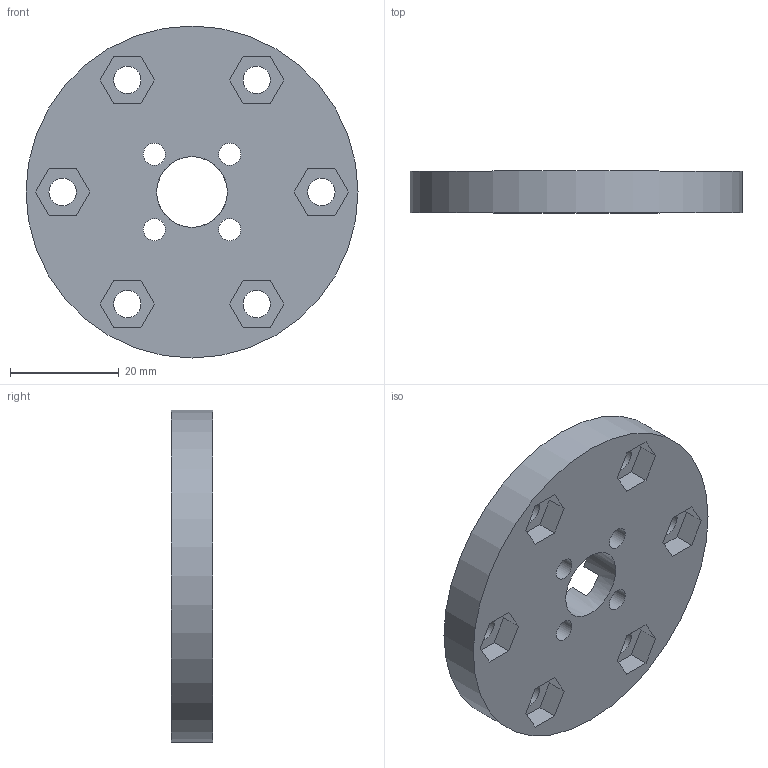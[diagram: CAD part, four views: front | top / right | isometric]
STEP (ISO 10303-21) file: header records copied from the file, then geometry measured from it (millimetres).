
FILE_DESCRIPTION(/* description */ (''),/* implementation_level */ '2;1');
FILE_NAME(/* name */ 'wheeladapter.stp',/* time_stamp */ '2018-12-26T16:42:53-05:00',/* author */ ('Arjun Oberoi'),/* organization */ (''),/* preprocessor_version */ 'ST-DEVELOPER v17',/* originating_system */ 'Autodesk Inventor 2018',/* authorisation */ '');
FILE_SCHEMA (('AUTOMOTIVE_DESIGN { 1 0 10303 214 3 1 1 }'));
Length unit declared in the file: inch
Products named in the file (1): wheeladapter
Bounding box: 60.96 x 7.62 x 60.96 mm (x, y, z)
Volume: 18256.2 mm3; surface area: 8533.9 mm2
Topology: 1 solids, 1 shells, 84 faces, 237 edges, 161 vertices
Faces by surface type: plane 72, cylinder 12
Full cylindrical faces by diameter (mm): 4.064 x4, 5.029 x6, 12.954 x1, 60.96 x1
Entity records: 2799 total; most frequent: CARTESIAN_POINT 483, ORIENTED_EDGE 474, DIRECTION 448, EDGE_CURVE 237, LINE 196, VECTOR 196, VERTEX_POINT 161, AXIS2_PLACEMENT_3D 126
